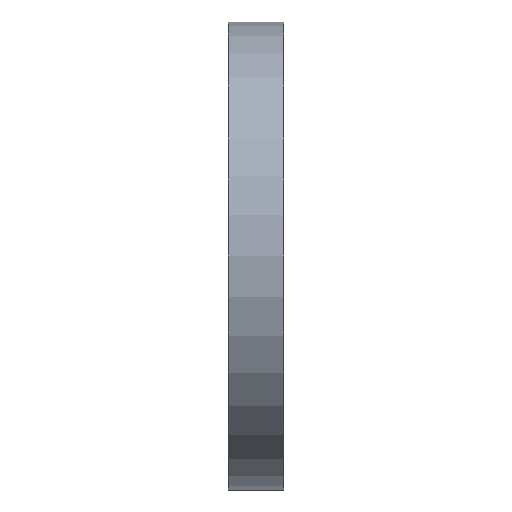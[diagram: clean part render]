
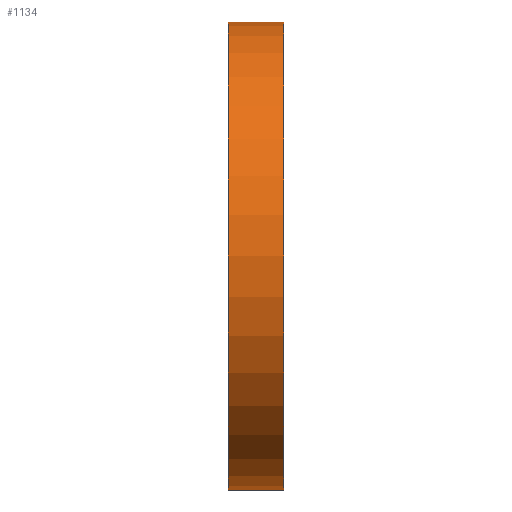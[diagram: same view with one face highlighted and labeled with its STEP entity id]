
A CAD part, left-side view. The second image highlights one B-rep face of the part: STEP entity #1134.
In plain terms, the highlighted cylindrical face has radius 25.5 mm (diameter 51 mm), a partial arc.
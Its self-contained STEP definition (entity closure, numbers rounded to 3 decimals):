
#33 = VERTEX_POINT ( 'NONE', #399 ) ;
#186 = CIRCLE ( 'NONE', #516, 25.5 ) ;
#204 = CARTESIAN_POINT ( 'NONE',  ( 0., 6., 0. ) ) ;
#316 = CARTESIAN_POINT ( 'NONE',  ( 0., 6., -25.5 ) ) ;
#325 = EDGE_CURVE ( 'NONE', #1500, #754, #1773, .T. ) ;
#344 = AXIS2_PLACEMENT_3D ( 'NONE', #1669, #1096, #1142 ) ;
#357 = DIRECTION ( 'NONE',  ( 0., -1., 0. ) ) ;
#399 = CARTESIAN_POINT ( 'NONE',  ( 0., 0., 25.5 ) ) ;
#455 = EDGE_CURVE ( 'NONE', #2011, #33, #559, .T. ) ;
#516 = AXIS2_PLACEMENT_3D ( 'NONE', #1236, #890, #1047 ) ;
#543 = CARTESIAN_POINT ( 'NONE',  ( 0., 0., -25.5 ) ) ;
#559 = LINE ( 'NONE', #1148, #806 ) ;
#603 = AXIS2_PLACEMENT_3D ( 'NONE', #204, #357, #1253 ) ;
#673 = ORIENTED_EDGE ( 'NONE', *, *, #325, .T. ) ;
#754 = VERTEX_POINT ( 'NONE', #543 ) ;
#806 = VECTOR ( 'NONE', #1864, 1000. ) ;
#890 = DIRECTION ( 'NONE',  ( 0., 1., 0. ) ) ;
#1047 = DIRECTION ( 'NONE',  ( 0., 0., 1. ) ) ;
#1072 = CARTESIAN_POINT ( 'NONE',  ( 0., 6., -25.5 ) ) ;
#1096 = DIRECTION ( 'NONE',  ( 0., 1., 0. ) ) ;
#1134 = ADVANCED_FACE ( 'NONE', ( #1941 ), #2134, .T. ) ;
#1142 = DIRECTION ( 'NONE',  ( 0., 0., 1. ) ) ;
#1148 = CARTESIAN_POINT ( 'NONE',  ( 0., 6., 25.5 ) ) ;
#1236 = CARTESIAN_POINT ( 'NONE',  ( 0., 0., 0. ) ) ;
#1237 = EDGE_CURVE ( 'NONE', #1500, #2011, #1345, .T. ) ;
#1253 = DIRECTION ( 'NONE',  ( 0., 0., -1. ) ) ;
#1318 = ORIENTED_EDGE ( 'NONE', *, *, #1237, .F. ) ;
#1345 = CIRCLE ( 'NONE', #344, 25.5 ) ;
#1500 = VERTEX_POINT ( 'NONE', #1072 ) ;
#1578 = DIRECTION ( 'NONE',  ( 0., -1., 0. ) ) ;
#1669 = CARTESIAN_POINT ( 'NONE',  ( 0., 6., 0. ) ) ;
#1743 = ORIENTED_EDGE ( 'NONE', *, *, #455, .F. ) ;
#1773 = LINE ( 'NONE', #316, #2045 ) ;
#1783 = CARTESIAN_POINT ( 'NONE',  ( 0., 6., 25.5 ) ) ;
#1864 = DIRECTION ( 'NONE',  ( 0., -1., 0. ) ) ;
#1910 = ORIENTED_EDGE ( 'NONE', *, *, #1967, .T. ) ;
#1941 = FACE_OUTER_BOUND ( 'NONE', #1946, .T. ) ;
#1946 = EDGE_LOOP ( 'NONE', ( #1743, #1318, #673, #1910 ) ) ;
#1967 = EDGE_CURVE ( 'NONE', #754, #33, #186, .T. ) ;
#2011 = VERTEX_POINT ( 'NONE', #1783 ) ;
#2045 = VECTOR ( 'NONE', #1578, 1000. ) ;
#2134 = CYLINDRICAL_SURFACE ( 'NONE', #603, 25.5 ) ;
